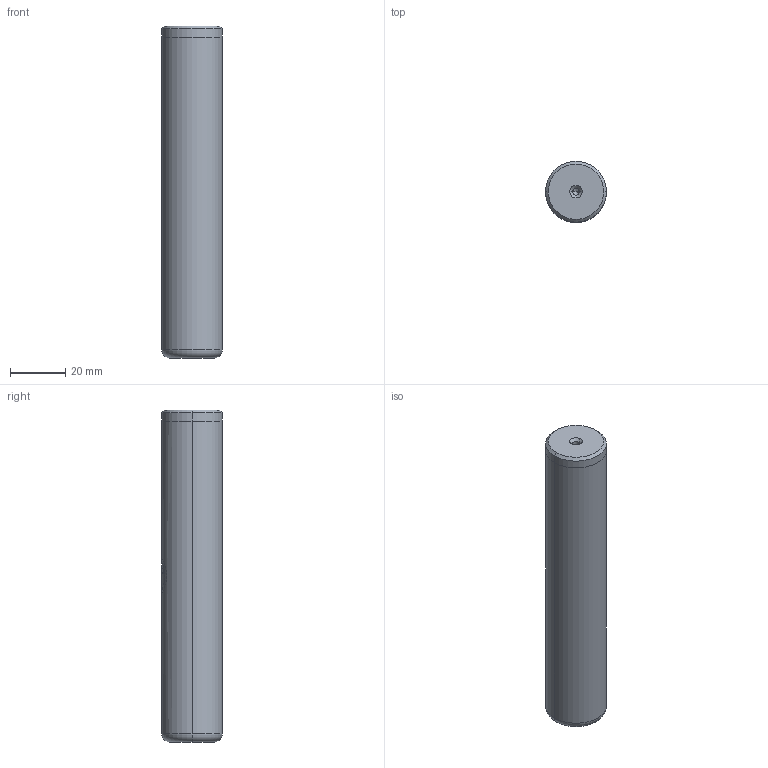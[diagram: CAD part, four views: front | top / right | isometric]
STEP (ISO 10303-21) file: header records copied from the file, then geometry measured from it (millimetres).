
FILE_DESCRIPTION (( 'STEP AP214' ), '1' );
FILE_NAME ('DSPM-D22-L120.STEP', '2021-08-23T06:40:37', ( '' ), ( '' ), 'SwSTEP 2.0', 'SolidWorks 2016', '' );
FILE_SCHEMA (( 'AUTOMOTIVE_DESIGN' ));
Length unit declared in the file: millimetre
Products named in the file (2): DSPM-D22-L120
Bounding box: 22.02 x 22.02 x 120 mm (x, y, z)
Volume: 42899.1 mm3; surface area: 10109.4 mm2
Topology: 1 solids, 1 shells, 44 faces, 100 edges, 60 vertices
Faces by surface type: cylinder 12, cone 10, plane 10, bspline 8, torus 4
Entity records: 2622 total; most frequent: CARTESIAN_POINT 1631, ORIENTED_EDGE 192, DIRECTION 182, EDGE_CURVE 96, AXIS2_PLACEMENT_3D 76, VERTEX_POINT 60, EDGE_LOOP 50, ADVANCED_FACE 44
